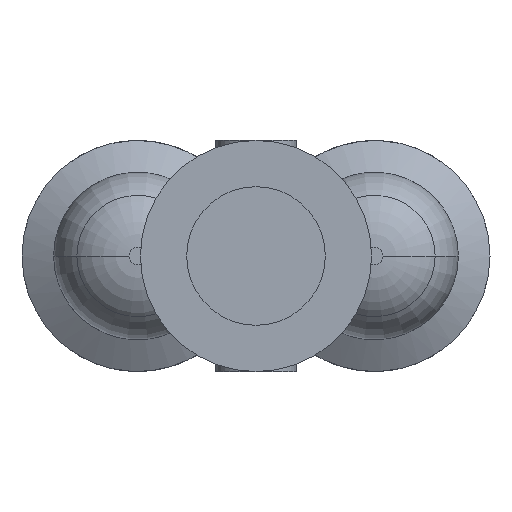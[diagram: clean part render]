
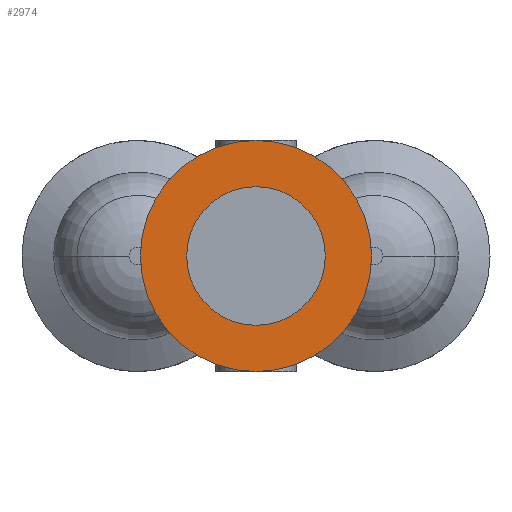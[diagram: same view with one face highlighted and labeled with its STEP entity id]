
A CAD part, front view. The second image highlights one B-rep face of the part: STEP entity #2974.
In plain terms, the highlighted planar face has unit normal (0, -1, 0).
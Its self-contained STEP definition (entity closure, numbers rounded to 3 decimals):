
#29 = AXIS2_PLACEMENT_3D ( 'NONE', #864, #2709, #1088 ) ;
#45 = CARTESIAN_POINT ( 'NONE',  ( -10., -23., 0. ) ) ;
#55 = EDGE_CURVE ( 'NONE', #2307, #1878, #1082, .T. ) ;
#81 = DIRECTION ( 'NONE',  ( 0., -1., 0. ) ) ;
#279 = PLANE ( 'NONE',  #1101 ) ;
#334 = CARTESIAN_POINT ( 'NONE',  ( -6., -23., 0. ) ) ;
#563 = CARTESIAN_POINT ( 'NONE',  ( -10., -23., 0. ) ) ;
#610 = CIRCLE ( 'NONE', #29, 10. ) ;
#787 = EDGE_CURVE ( 'NONE', #1878, #2307, #1124, .T. ) ;
#825 = DIRECTION ( 'NONE',  ( -1., 0., 0. ) ) ;
#864 = CARTESIAN_POINT ( 'NONE',  ( 0., -23., 0. ) ) ;
#881 = DIRECTION ( 'NONE',  ( 0., 1., 0. ) ) ;
#890 = DIRECTION ( 'NONE',  ( -1., 0., 0. ) ) ;
#985 = CIRCLE ( 'NONE', #2722, 10. ) ;
#1082 = CIRCLE ( 'NONE', #2153, 6. ) ;
#1088 = DIRECTION ( 'NONE',  ( -1., 0., 0. ) ) ;
#1101 = AXIS2_PLACEMENT_3D ( 'NONE', #45, #81, #2883 ) ;
#1124 = CIRCLE ( 'NONE', #1409, 6. ) ;
#1287 = CARTESIAN_POINT ( 'NONE',  ( 0., -23., 0. ) ) ;
#1372 = ORIENTED_EDGE ( 'NONE', *, *, #55, .T. ) ;
#1409 = AXIS2_PLACEMENT_3D ( 'NONE', #3012, #2534, #890 ) ;
#1447 = EDGE_CURVE ( 'NONE', #2960, #2734, #610, .T. ) ;
#1475 = EDGE_LOOP ( 'NONE', ( #1372, #2047 ) ) ;
#1676 = ORIENTED_EDGE ( 'NONE', *, *, #2353, .F. ) ;
#1783 = CARTESIAN_POINT ( 'NONE',  ( 0., -23., 0. ) ) ;
#1793 = EDGE_LOOP ( 'NONE', ( #1892, #1676 ) ) ;
#1795 = DIRECTION ( 'NONE',  ( -1., 0., 0. ) ) ;
#1878 = VERTEX_POINT ( 'NONE', #2834 ) ;
#1892 = ORIENTED_EDGE ( 'NONE', *, *, #1447, .F. ) ;
#2047 = ORIENTED_EDGE ( 'NONE', *, *, #787, .T. ) ;
#2153 = AXIS2_PLACEMENT_3D ( 'NONE', #1783, #881, #1795 ) ;
#2307 = VERTEX_POINT ( 'NONE', #334 ) ;
#2353 = EDGE_CURVE ( 'NONE', #2734, #2960, #985, .T. ) ;
#2367 = FACE_BOUND ( 'NONE', #1475, .T. ) ;
#2498 = DIRECTION ( 'NONE',  ( 0., 1., 0. ) ) ;
#2534 = DIRECTION ( 'NONE',  ( 0., 1., 0. ) ) ;
#2709 = DIRECTION ( 'NONE',  ( 0., 1., 0. ) ) ;
#2722 = AXIS2_PLACEMENT_3D ( 'NONE', #1287, #2498, #825 ) ;
#2734 = VERTEX_POINT ( 'NONE', #2926 ) ;
#2834 = CARTESIAN_POINT ( 'NONE',  ( 6., -23., 0. ) ) ;
#2850 = FACE_OUTER_BOUND ( 'NONE', #1793, .T. ) ;
#2883 = DIRECTION ( 'NONE',  ( 1., 0., 0. ) ) ;
#2926 = CARTESIAN_POINT ( 'NONE',  ( 10., -23., 0. ) ) ;
#2960 = VERTEX_POINT ( 'NONE', #563 ) ;
#2974 = ADVANCED_FACE ( 'NONE', ( #2367, #2850 ), #279, .T. ) ;
#3012 = CARTESIAN_POINT ( 'NONE',  ( 0., -23., 0. ) ) ;
